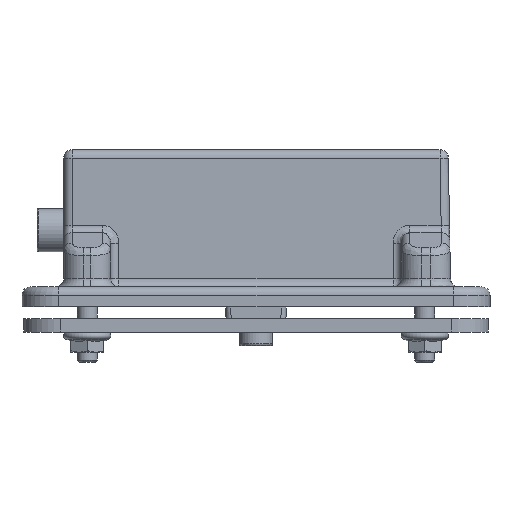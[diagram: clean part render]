
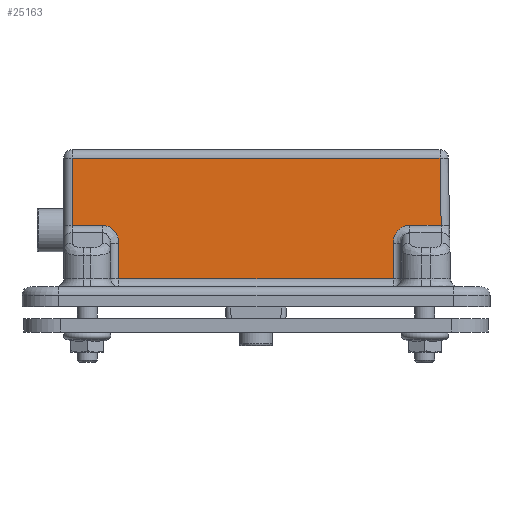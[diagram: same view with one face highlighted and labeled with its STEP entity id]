
A CAD part, left-side view. The second image highlights one B-rep face of the part: STEP entity #25163.
In plain terms, the highlighted planar face has unit normal (-1, 0, 0.018).
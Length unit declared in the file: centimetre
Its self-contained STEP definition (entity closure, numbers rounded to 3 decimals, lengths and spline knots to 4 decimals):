
#174=ELLIPSE('',#27615,0.5482,0.5);
#175=ELLIPSE('',#27616,0.5482,0.5);
#1824=FACE_OUTER_BOUND('',#3318,.T.);
#3318=EDGE_LOOP('',(#21113,#21114,#21115,#21116,#21117,#21118,#21119,#21120,
#21121,#21122));
#6608=LINE('',#42903,#8841);
#6624=LINE('',#42950,#8857);
#6625=LINE('',#42954,#8858);
#6626=LINE('',#42958,#8859);
#6627=LINE('',#42960,#8860);
#6628=LINE('',#42962,#8861);
#6629=LINE('',#42964,#8862);
#6630=LINE('',#42966,#8863);
#8841=VECTOR('',#34490,1.);
#8857=VECTOR('',#34544,1.);
#8858=VECTOR('',#34549,1.);
#8859=VECTOR('',#34552,1.);
#8860=VECTOR('',#34553,1.);
#8861=VECTOR('',#34554,1.);
#8862=VECTOR('',#34555,1.);
#8863=VECTOR('',#34556,1.);
#10982=VERTEX_POINT('',#42898);
#10983=VERTEX_POINT('',#42901);
#10995=VERTEX_POINT('',#42949);
#10996=VERTEX_POINT('',#42953);
#10997=VERTEX_POINT('',#42955);
#10998=VERTEX_POINT('',#42957);
#10999=VERTEX_POINT('',#42959);
#11000=VERTEX_POINT('',#42961);
#11001=VERTEX_POINT('',#42963);
#11002=VERTEX_POINT('',#42965);
#14374=EDGE_CURVE('',#10983,#10982,#6608,.T.);
#14397=EDGE_CURVE('',#10982,#10995,#6624,.T.);
#14399=EDGE_CURVE('',#10996,#10983,#6625,.T.);
#14400=EDGE_CURVE('',#10997,#10996,#174,.T.);
#14401=EDGE_CURVE('',#10998,#10997,#6626,.T.);
#14402=EDGE_CURVE('',#10999,#10998,#6627,.T.);
#14403=EDGE_CURVE('',#11000,#10999,#6628,.T.);
#14404=EDGE_CURVE('',#11001,#11000,#6629,.T.);
#14405=EDGE_CURVE('',#11002,#11001,#6630,.T.);
#14406=EDGE_CURVE('',#10995,#11002,#175,.T.);
#21113=ORIENTED_EDGE('',*,*,#14374,.F.);
#21114=ORIENTED_EDGE('',*,*,#14399,.F.);
#21115=ORIENTED_EDGE('',*,*,#14400,.F.);
#21116=ORIENTED_EDGE('',*,*,#14401,.F.);
#21117=ORIENTED_EDGE('',*,*,#14402,.F.);
#21118=ORIENTED_EDGE('',*,*,#14403,.F.);
#21119=ORIENTED_EDGE('',*,*,#14404,.F.);
#21120=ORIENTED_EDGE('',*,*,#14405,.F.);
#21121=ORIENTED_EDGE('',*,*,#14406,.F.);
#21122=ORIENTED_EDGE('',*,*,#14397,.F.);
#22824=PLANE('',#27614);
#25163=ADVANCED_FACE('',(#1824),#22824,.T.);
#27614=AXIS2_PLACEMENT_3D('',#42952,#34547,#34548);
#27615=AXIS2_PLACEMENT_3D('',#42956,#34550,#34551);
#27616=AXIS2_PLACEMENT_3D('',#42967,#34557,#34558);
#34490=DIRECTION('',(0.,1.,0.));
#34544=DIRECTION('',(0.017,0.,1.));
#34547=DIRECTION('center_axis',(-1.,0.,
0.017));
#34548=DIRECTION('ref_axis',(0.,1.,0.));
#34549=DIRECTION('',(-0.017,0.,-1.));
#34550=DIRECTION('center_axis',(-1.,0.,
0.017));
#34551=DIRECTION('ref_axis',(0.017,0.,1.));
#34552=DIRECTION('',(0.,1.,0.));
#34553=DIRECTION('',(-0.017,-0.017,-1.));
#34554=DIRECTION('',(0.,-1.,0.));
#34555=DIRECTION('',(0.017,0.,1.));
#34556=DIRECTION('',(0.,1.,0.));
#34557=DIRECTION('center_axis',(-1.,0.,
0.017));
#34558=DIRECTION('ref_axis',(0.017,0.,1.));
#42898=CARTESIAN_POINT('',(-9.0673,4.1,-3.4544));
#42901=CARTESIAN_POINT('',(-9.0673,-4.1,-3.4544));
#42903=CARTESIAN_POINT('',(-9.0673,-2.875,-3.4544));
#42949=CARTESIAN_POINT('',(-9.049,4.1,-2.4045));
#42950=CARTESIAN_POINT('',(-9.0358,4.1,-1.6494));
#42952=CARTESIAN_POINT('Origin',(-9.,-5.75,0.4));
#42953=CARTESIAN_POINT('',(-9.049,-4.1,-2.4045));
#42954=CARTESIAN_POINT('',(-9.0358,-4.1,-1.6494));
#42955=CARTESIAN_POINT('',(-9.0394,-4.6,-1.8564));
#42956=CARTESIAN_POINT('Origin',(-9.049,-4.6,-2.4045));
#42957=CARTESIAN_POINT('',(-9.0394,-5.5394,-1.8564));
#42958=CARTESIAN_POINT('',(-9.0394,-5.75,-1.8564));
#42959=CARTESIAN_POINT('',(-9.0043,-5.5043,0.1544));
#42960=CARTESIAN_POINT('',(-8.9973,-5.4974,0.5526));
#42961=CARTESIAN_POINT('',(-9.0043,5.5,0.1544));
#42962=CARTESIAN_POINT('',(-9.0043,-2.875,0.1544));
#42963=CARTESIAN_POINT('',(-9.0394,5.5,-1.8564));
#42964=CARTESIAN_POINT('',(-9.,5.5,0.4));
#42965=CARTESIAN_POINT('',(-9.0394,4.6,-1.8564));
#42966=CARTESIAN_POINT('',(-9.0394,0.,-1.8564));
#42967=CARTESIAN_POINT('Origin',(-9.049,4.6,-2.4045));
